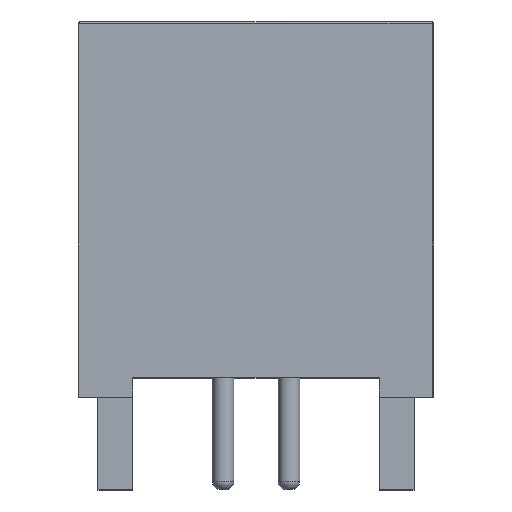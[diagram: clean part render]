
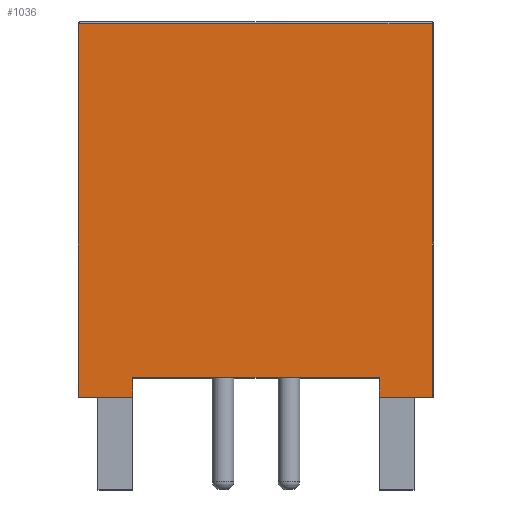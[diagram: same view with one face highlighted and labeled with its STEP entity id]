
A CAD part, top view. The second image highlights one B-rep face of the part: STEP entity #1036.
In plain terms, the highlighted planar face has unit normal (0, 0, 1).
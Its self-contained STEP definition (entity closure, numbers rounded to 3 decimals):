
#63 = DIRECTION ( 'NONE',  ( 1., 0., 0. ) ) ;
#110 = CARTESIAN_POINT ( 'NONE',  ( 0., -5.4, 17.1 ) ) ;
#151 = VERTEX_POINT ( 'NONE', #1166 ) ;
#244 = VERTEX_POINT ( 'NONE', #3643 ) ;
#429 = EDGE_CURVE ( 'NONE', #1737, #5548, #2524, .T. ) ;
#526 = ORIENTED_EDGE ( 'NONE', *, *, #1519, .F. ) ;
#705 = CARTESIAN_POINT ( 'NONE',  ( 0., -6., 17.1 ) ) ;
#784 = AXIS2_PLACEMENT_3D ( 'NONE', #3449, #4314, #63 ) ;
#816 = DIRECTION ( 'NONE',  ( 1., 0., 0. ) ) ;
#824 = EDGE_LOOP ( 'NONE', ( #4086, #5328, #1584, #4891, #4792, #5613, #526, #1272 ) ) ;
#879 = LINE ( 'NONE', #705, #3342 ) ;
#947 = CARTESIAN_POINT ( 'NONE',  ( 5.35, 5.4, 17.1 ) ) ;
#951 = EDGE_CURVE ( 'NONE', #2576, #5548, #5184, .T. ) ;
#1036 = ADVANCED_FACE ( 'NONE', ( #5422 ), #1581, .T. ) ;
#1104 = EDGE_CURVE ( 'NONE', #244, #2576, #5624, .T. ) ;
#1133 = CARTESIAN_POINT ( 'NONE',  ( -5.4, 5.4, 17.1 ) ) ;
#1166 = CARTESIAN_POINT ( 'NONE',  ( 3.75, -6., 17.1 ) ) ;
#1216 = VERTEX_POINT ( 'NONE', #4712 ) ;
#1255 = LINE ( 'NONE', #4471, #4826 ) ;
#1272 = ORIENTED_EDGE ( 'NONE', *, *, #1758, .T. ) ;
#1401 = CARTESIAN_POINT ( 'NONE',  ( -3.75, 0., 17.1 ) ) ;
#1519 = EDGE_CURVE ( 'NONE', #151, #2933, #2240, .T. ) ;
#1520 = CARTESIAN_POINT ( 'NONE',  ( 3.75, -5.4, 17.1 ) ) ;
#1581 = PLANE ( 'NONE',  #784 ) ;
#1584 = ORIENTED_EDGE ( 'NONE', *, *, #1104, .T. ) ;
#1710 = DIRECTION ( 'NONE',  ( -1., 0., 0. ) ) ;
#1737 = VERTEX_POINT ( 'NONE', #2076 ) ;
#1758 = EDGE_CURVE ( 'NONE', #151, #3922, #879, .T. ) ;
#1825 = EDGE_CURVE ( 'NONE', #1216, #244, #1255, .T. ) ;
#2076 = CARTESIAN_POINT ( 'NONE',  ( -3.75, -5.4, 17.1 ) ) ;
#2240 = LINE ( 'NONE', #5468, #5820 ) ;
#2246 = LINE ( 'NONE', #947, #3323 ) ;
#2524 = LINE ( 'NONE', #1401, #3754 ) ;
#2576 = VERTEX_POINT ( 'NONE', #6051 ) ;
#2933 = VERTEX_POINT ( 'NONE', #1520 ) ;
#2996 = VECTOR ( 'NONE', #4849, 1000. ) ;
#3134 = DIRECTION ( 'NONE',  ( 0., 1., 0. ) ) ;
#3194 = EDGE_CURVE ( 'NONE', #1737, #2933, #4666, .T. ) ;
#3196 = CARTESIAN_POINT ( 'NONE',  ( -3.75, -6., 17.1 ) ) ;
#3289 = DIRECTION ( 'NONE',  ( 0., 1., 0. ) ) ;
#3323 = VECTOR ( 'NONE', #3289, 1000. ) ;
#3342 = VECTOR ( 'NONE', #3952, 1000. ) ;
#3407 = VECTOR ( 'NONE', #5274, 1000. ) ;
#3449 = CARTESIAN_POINT ( 'NONE',  ( 0., 0., 17.1 ) ) ;
#3487 = EDGE_CURVE ( 'NONE', #3922, #1216, #2246, .T. ) ;
#3643 = CARTESIAN_POINT ( 'NONE',  ( -5.4, 5.35, 17.1 ) ) ;
#3715 = DIRECTION ( 'NONE',  ( 0., -1., 0. ) ) ;
#3754 = VECTOR ( 'NONE', #3715, 1000. ) ;
#3922 = VERTEX_POINT ( 'NONE', #5005 ) ;
#3935 = VECTOR ( 'NONE', #816, 1000. ) ;
#3952 = DIRECTION ( 'NONE',  ( 1., 0., 0. ) ) ;
#4086 = ORIENTED_EDGE ( 'NONE', *, *, #3487, .T. ) ;
#4314 = DIRECTION ( 'NONE',  ( 0., 0., 1. ) ) ;
#4471 = CARTESIAN_POINT ( 'NONE',  ( -5.4, 5.35, 17.1 ) ) ;
#4666 = LINE ( 'NONE', #110, #3407 ) ;
#4712 = CARTESIAN_POINT ( 'NONE',  ( 5.35, 5.35, 17.1 ) ) ;
#4792 = ORIENTED_EDGE ( 'NONE', *, *, #429, .F. ) ;
#4826 = VECTOR ( 'NONE', #1710, 1000. ) ;
#4849 = DIRECTION ( 'NONE',  ( 0., -1., 0. ) ) ;
#4891 = ORIENTED_EDGE ( 'NONE', *, *, #951, .T. ) ;
#5005 = CARTESIAN_POINT ( 'NONE',  ( 5.35, -6., 17.1 ) ) ;
#5184 = LINE ( 'NONE', #5950, #3935 ) ;
#5274 = DIRECTION ( 'NONE',  ( 1., 0., 0. ) ) ;
#5328 = ORIENTED_EDGE ( 'NONE', *, *, #1825, .T. ) ;
#5422 = FACE_OUTER_BOUND ( 'NONE', #824, .T. ) ;
#5468 = CARTESIAN_POINT ( 'NONE',  ( 3.75, 0., 17.1 ) ) ;
#5548 = VERTEX_POINT ( 'NONE', #3196 ) ;
#5613 = ORIENTED_EDGE ( 'NONE', *, *, #3194, .T. ) ;
#5624 = LINE ( 'NONE', #1133, #2996 ) ;
#5820 = VECTOR ( 'NONE', #3134, 1000. ) ;
#5950 = CARTESIAN_POINT ( 'NONE',  ( 0., -6., 17.1 ) ) ;
#6051 = CARTESIAN_POINT ( 'NONE',  ( -5.4, -6., 17.1 ) ) ;
